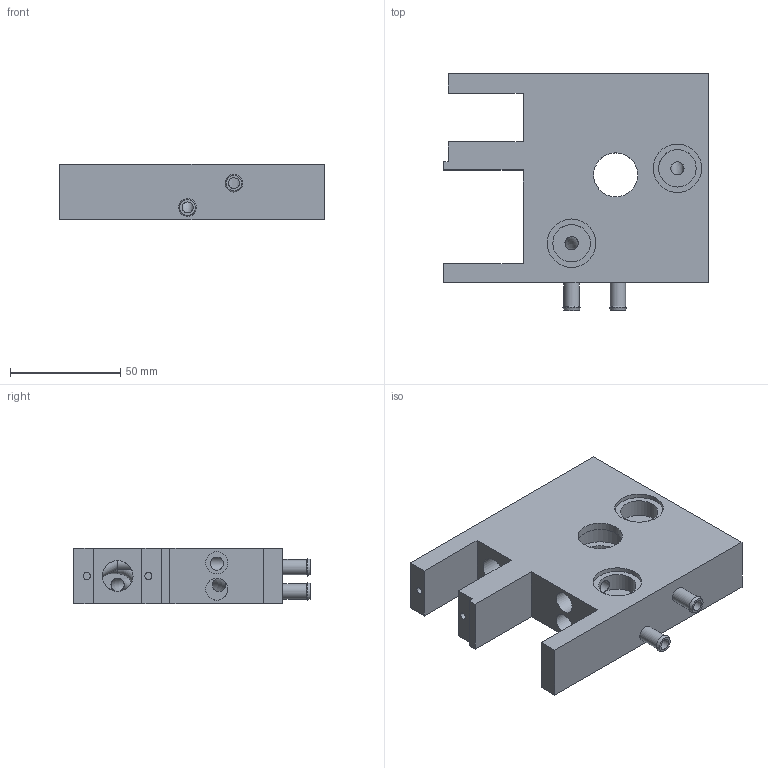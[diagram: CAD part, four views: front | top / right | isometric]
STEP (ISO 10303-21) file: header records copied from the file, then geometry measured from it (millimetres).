
FILE_DESCRIPTION(('FreeCAD Model'),'2;1');
FILE_NAME('Open CASCADE Shape Model','2022-12-14T12:41:04',(''),(''), 'Open CASCADE STEP processor 7.6','FreeCAD','Unknown');
FILE_SCHEMA(('AUTOMOTIVE_DESIGN { 1 0 10303 214 1 1 1 1 }'));
Length unit declared in the file: millimetre
Products named in the file (4): File2; Cut002; bd_tülle_raus; bd_tülle_rein
Assembly tree (3 placements, depth 2):
  File2
    Cut002
    bd_tülle_raus
    bd_tülle_rein
Bounding box: 120 x 107.5 x 25 mm (x, y, z)
Volume: 194562.5 mm3; surface area: 44545.9 mm2
Topology: 3 solids, 3 shells, 94 faces, 208 edges, 134 vertices
Faces by surface type: plane 47, cylinder 37, torus 5, cone 4, extrusion 1
Full cylindrical faces by diameter (mm): 3.2 x4, 5 x4, 6 x12, 7 x2, 10 x2, 14 x1, 17 x3, 20 x2, 22 x3, 26 x1
Entity records: 7700 total; most frequent: CARTESIAN_POINT 3256, DIRECTION 850, ORIENTED_EDGE 416, PCURVE 416, DEFINITIONAL_REPRESENTATION 416, VECTOR 372, LINE 371, EDGE_CURVE 208
